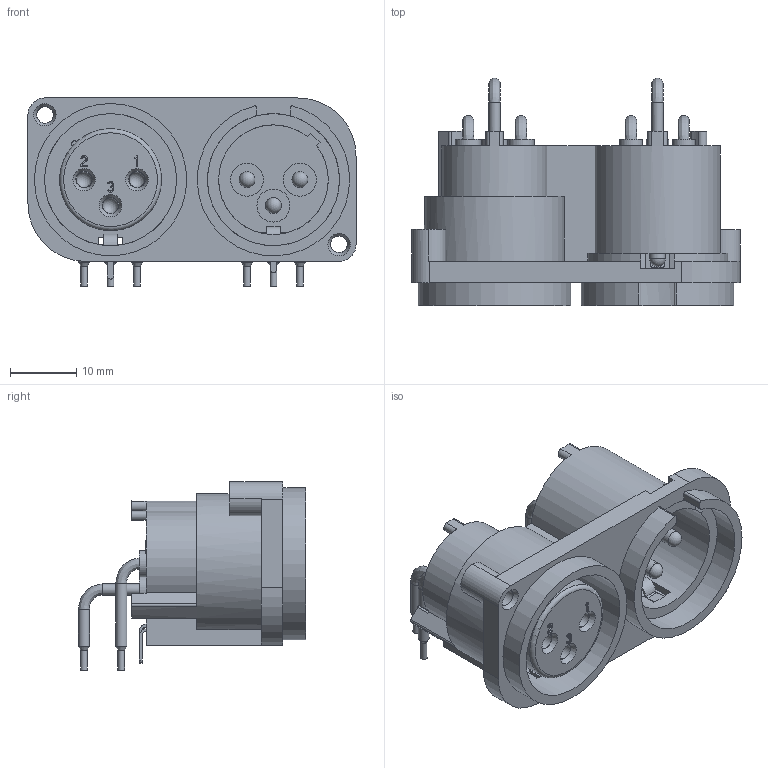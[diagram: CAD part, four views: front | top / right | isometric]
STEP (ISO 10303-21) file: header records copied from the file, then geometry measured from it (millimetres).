
FILE_DESCRIPTION(('FreeCAD Model'),'2;1');
FILE_NAME('DMX.step', '2017-11-09T10:42:42',('kicad StepUp'),('ksu MCAD'), 'Open CASCADE STEP processor 6.8','FreeCAD','Unknown');
FILE_SCHEMA(('AUTOMOTIVE_DESIGN_CC2 { 1 2 10303 214 -1 1 5 4 }'));
Length unit declared in the file: millimetre
Products named in the file (1): DMX
Bounding box: 49.65 x 34.4 x 28.48 mm (x, y, z)
Volume: 10138.9 mm3; surface area: 12475 mm2
Topology: 3 solids, 4 shells, 403 faces, 1053 edges, 684 vertices
Faces by surface type: plane 221, cylinder 151, cone 11, sphere 7, extrusion 6, bspline 6, torus 1
Full cylindrical faces by diameter (mm): 1 x6, 1.7 x8, 2.4 x9, 2.5 x2, 3.2 x3, 3.4 x3, 3.95 x6, 5 x3, 20 x2, 23.05 x1
Entity records: 16343 total; most frequent: CARTESIAN_POINT 3313, DIRECTION 2203, ORIENTED_EDGE 2080, EDGE_CURVE 1039, AXIS2_PLACEMENT_3D 784, VERTEX_POINT 684, VECTOR 635, LINE 629
